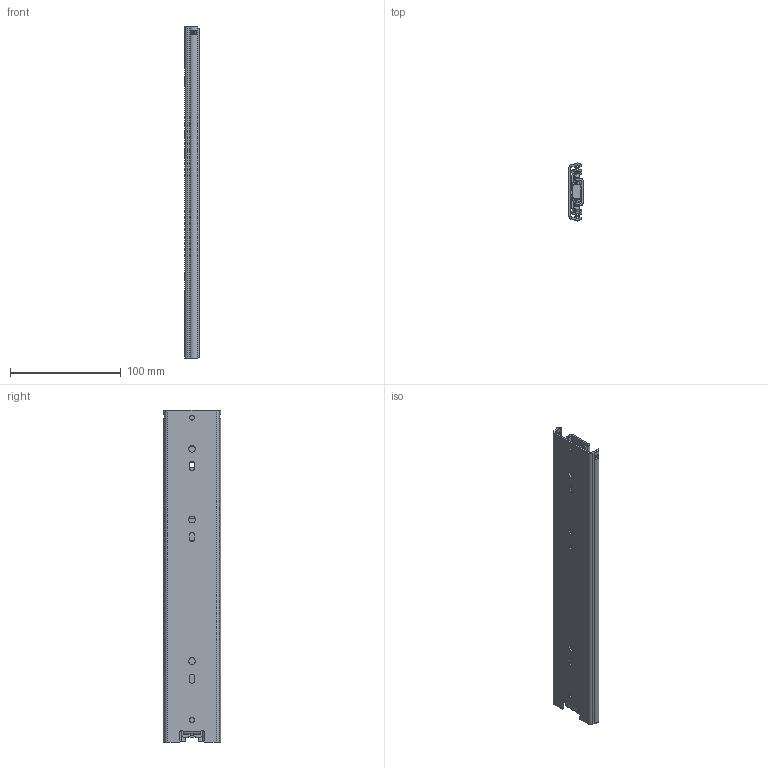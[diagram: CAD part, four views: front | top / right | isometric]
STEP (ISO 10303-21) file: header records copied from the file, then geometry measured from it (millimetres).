
FILE_DESCRIPTION (( 'STEP AP214' ), '1' );
FILE_NAME ('FR_5052.0300mm_0012inch_closed.STEP', '2022-10-12T05:11:51', ( '' ), ( '' ), 'SwSTEP 2.0', 'SolidWorks 2020', '' );
FILE_SCHEMA (( 'AUTOMOTIVE_DESIGN' ));
Length unit declared in the file: millimetre
Products named in the file (12): FR_5052.0300mm_0012inch_closed; 5052.XXX-02.T005_NL  300; 5052.XXX-03.T005_NL  300; 5052.XXX-01.T005_NL  300; FR 5052 MIDDLE RIVET; FR 5052 DETENT; FR 5052 TRIGGER RIVET; FR5052 TRIGGER; FR5052 MIDDLE STOP
Assembly tree (11 placements, depth 3):
  FR_5052.0300mm_0012inch_closed
    5052.XXX-01.T005_NL  300
      5052.XXX-01.T005_NL  300
      FR 5052 DETENT
    5052.XXX-03.T005_NL  300
      5052.XXX-03.T005_NL  300
      FR5052 TRIGGER
      FR 5052 TRIGGER RIVET
    5052.XXX-02.T005_NL  300
      5052.XXX-02.T005_NL  300
      FR5052 MIDDLE STOP
      FR 5052 MIDDLE RIVET
Bounding box: 12.9 x 51.89 x 300 mm (x, y, z)
Volume: 85416.2 mm3; surface area: 106584.2 mm2
Topology: 8 solids, 8 shells, 862 faces, 2274 edges, 1411 vertices
Faces by surface type: cylinder 395, plane 391, bspline 32, torus 30, cone 12, sphere 2
Entity records: 29156 total; most frequent: CARTESIAN_POINT 7499, ORIENTED_EDGE 4542, DIRECTION 4413, EDGE_CURVE 2271, AXIS2_PLACEMENT_3D 1593, VERTEX_POINT 1412, LINE 1227, VECTOR 1227
